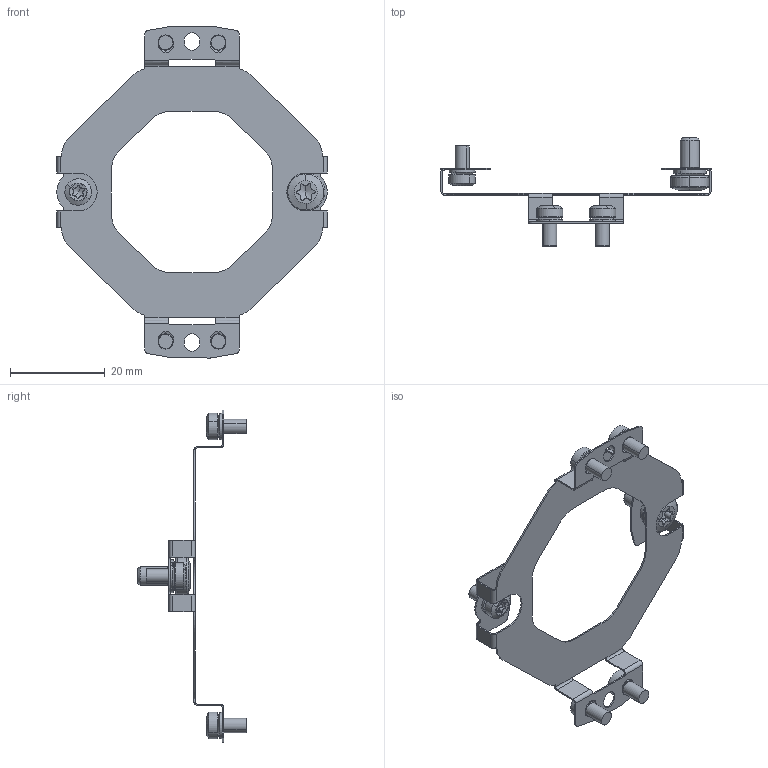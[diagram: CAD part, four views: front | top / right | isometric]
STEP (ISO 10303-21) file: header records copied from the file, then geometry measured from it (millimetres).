
FILE_DESCRIPTION (( 'STEP AP203' ), '1' );
FILE_NAME ('M003_M9445-044.STEP', '2018-03-29T06:13:51', ( '' ), ( '' ), 'SwSTEP 2.0', 'SolidWorks 2016', '' );
FILE_SCHEMA (( 'CONFIG_CONTROL_DESIGN' ));
Length unit declared in the file: millimetre
Products named in the file (1): M003_M9445-044
Bounding box: 57 x 22.85 x 70 mm (x, y, z)
Surface area: 5434.4 mm2 (no closed solid volume)
Topology: 0 solids, 20 shells, 522 faces, 1459 edges, 963 vertices
Faces by surface type: cylinder 242, plane 172, cone 70, torus 24, sphere 10, bspline 4
Entity records: 19099 total; most frequent: CARTESIAN_POINT 5789, ORIENTED_EDGE 2826, DIRECTION 2643, EDGE_CURVE 1447, VERTEX_POINT 963, AXIS2_PLACEMENT_3D 961, VECTOR 721, LINE 721
